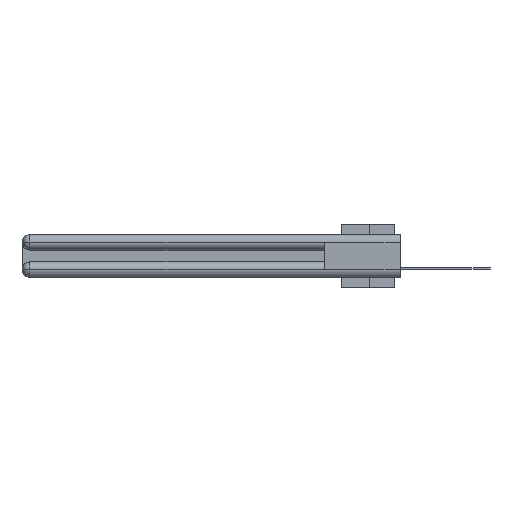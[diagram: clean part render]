
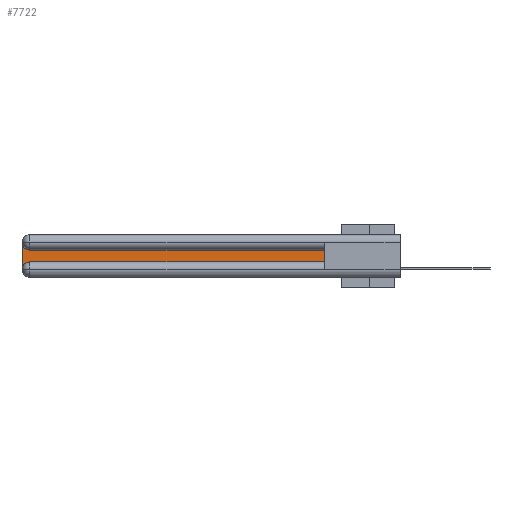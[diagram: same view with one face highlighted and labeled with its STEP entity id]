
A CAD part, left-side view. The second image highlights one B-rep face of the part: STEP entity #7722.
In plain terms, the highlighted planar face has unit normal (-1, 0, 0).
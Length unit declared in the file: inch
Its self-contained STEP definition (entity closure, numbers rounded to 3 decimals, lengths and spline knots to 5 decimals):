
#84 = CARTESIAN_POINT ( 'NONE',  ( 0.075, 3., -0.2775 ) ) ;
#539 = VERTEX_POINT ( 'NONE', #1913 ) ;
#1913 = CARTESIAN_POINT ( 'NONE',  ( 0.075, 0.6, -0.2175 ) ) ;
#2374 = DIRECTION ( 'NONE',  ( 1., 0., 0. ) ) ;
#4007 = VECTOR ( 'NONE', #30805, 39.37008 ) ;
#4030 = AXIS2_PLACEMENT_3D ( 'NONE', #29574, #26978, #19519 ) ;
#4649 = EDGE_CURVE ( 'NONE', #539, #19426, #22024, .T. ) ;
#5874 = CARTESIAN_POINT ( 'NONE',  ( 0.075, 2.94, -0.2175 ) ) ;
#6142 = EDGE_CURVE ( 'NONE', #29220, #539, #28367, .T. ) ;
#6219 = DIRECTION ( 'NONE',  ( 0., 1., 0. ) ) ;
#6718 = EDGE_CURVE ( 'NONE', #6732, #29220, #21136, .T. ) ;
#6732 = VERTEX_POINT ( 'NONE', #84 ) ;
#7360 = EDGE_CURVE ( 'NONE', #15197, #21438, #8218, .T. ) ;
#7588 = CARTESIAN_POINT ( 'NONE',  ( 0.075, 0.6, -0.2175 ) ) ;
#7722 = ADVANCED_FACE ( 'NONE', ( #29480 ), #14731, .F. ) ;
#8068 = VECTOR ( 'NONE', #32011, 39.37008 ) ;
#8218 = CIRCLE ( 'NONE', #12347, 0.06 ) ;
#11175 = ORIENTED_EDGE ( 'NONE', *, *, #7360, .T. ) ;
#12347 = AXIS2_PLACEMENT_3D ( 'NONE', #28038, #13630, #25762 ) ;
#13384 = CARTESIAN_POINT ( 'NONE',  ( 0.075, 0.6, -0.1225 ) ) ;
#13630 = DIRECTION ( 'NONE',  ( 1., 0., 0. ) ) ;
#14731 = PLANE ( 'NONE',  #31012 ) ;
#15197 = VERTEX_POINT ( 'NONE', #22884 ) ;
#15201 = CARTESIAN_POINT ( 'NONE',  ( 0.075, 3., -0.1225 ) ) ;
#17178 = EDGE_CURVE ( 'NONE', #21438, #6732, #28942, .T. ) ;
#17444 = EDGE_CURVE ( 'NONE', #19426, #15197, #28418, .T. ) ;
#18172 = CARTESIAN_POINT ( 'NONE',  ( 0.075, 0.6, -0.2175 ) ) ;
#18530 = CARTESIAN_POINT ( 'NONE',  ( 0.075, 0.6, -0.1225 ) ) ;
#18858 = ORIENTED_EDGE ( 'NONE', *, *, #17444, .T. ) ;
#19426 = VERTEX_POINT ( 'NONE', #13384 ) ;
#19519 = DIRECTION ( 'NONE',  ( 0., 0., -1. ) ) ;
#19907 = DIRECTION ( 'NONE',  ( 0., 0., -1. ) ) ;
#21130 = ORIENTED_EDGE ( 'NONE', *, *, #4649, .T. ) ;
#21136 = CIRCLE ( 'NONE', #4030, 0.06 ) ;
#21438 = VERTEX_POINT ( 'NONE', #22083 ) ;
#21811 = CARTESIAN_POINT ( 'NONE',  ( 0.075, 3., -0.2175 ) ) ;
#22024 = LINE ( 'NONE', #7588, #24910 ) ;
#22083 = CARTESIAN_POINT ( 'NONE',  ( 0.075, 3., -0.0625 ) ) ;
#22497 = DIRECTION ( 'NONE',  ( 0., 0., 1. ) ) ;
#22884 = CARTESIAN_POINT ( 'NONE',  ( 0.075, 2.94, -0.1225 ) ) ;
#23070 = ORIENTED_EDGE ( 'NONE', *, *, #6718, .T. ) ;
#23607 = ORIENTED_EDGE ( 'NONE', *, *, #17178, .T. ) ;
#24625 = VECTOR ( 'NONE', #6219, 39.37008 ) ;
#24910 = VECTOR ( 'NONE', #22497, 39.37008 ) ;
#25762 = DIRECTION ( 'NONE',  ( 0., 0., -1. ) ) ;
#26693 = ORIENTED_EDGE ( 'NONE', *, *, #6142, .T. ) ;
#26978 = DIRECTION ( 'NONE',  ( 1., 0., 0. ) ) ;
#27494 = EDGE_LOOP ( 'NONE', ( #18858, #11175, #23607, #23070, #26693, #21130 ) ) ;
#28038 = CARTESIAN_POINT ( 'NONE',  ( 0.075, 2.94, -0.0625 ) ) ;
#28367 = LINE ( 'NONE', #18172, #4007 ) ;
#28418 = LINE ( 'NONE', #18530, #24625 ) ;
#28942 = LINE ( 'NONE', #21811, #8068 ) ;
#29220 = VERTEX_POINT ( 'NONE', #5874 ) ;
#29480 = FACE_OUTER_BOUND ( 'NONE', #27494, .T. ) ;
#29574 = CARTESIAN_POINT ( 'NONE',  ( 0.075, 2.94, -0.2775 ) ) ;
#30805 = DIRECTION ( 'NONE',  ( 0., -1., 0. ) ) ;
#31012 = AXIS2_PLACEMENT_3D ( 'NONE', #15201, #2374, #19907 ) ;
#32011 = DIRECTION ( 'NONE',  ( 0., 0., -1. ) ) ;
